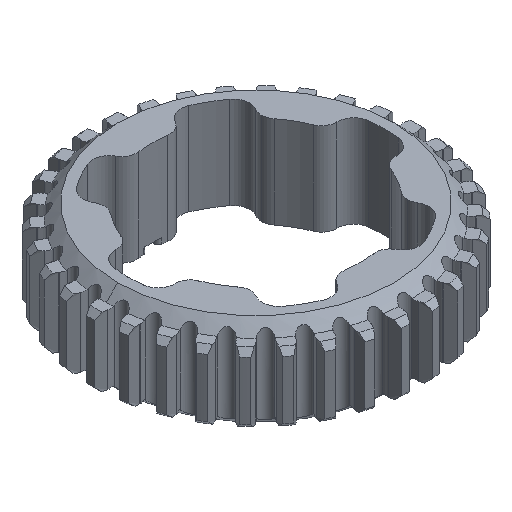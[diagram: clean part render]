
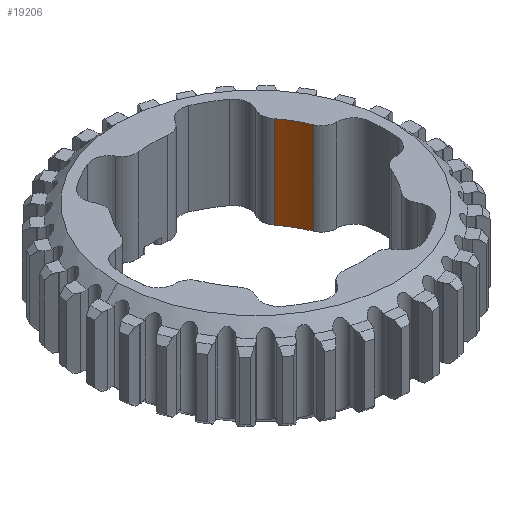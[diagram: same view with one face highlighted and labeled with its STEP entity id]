
A CAD part, isometric view. The second image highlights one B-rep face of the part: STEP entity #19206.
In plain terms, the highlighted cylindrical face has radius 14.3 mm (diameter 28.6 mm), a partial arc.
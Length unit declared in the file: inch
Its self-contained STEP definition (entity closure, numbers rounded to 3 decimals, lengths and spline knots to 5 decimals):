
#1066 = DIRECTION ( 'NONE',  ( 0., 0., -1. ) ) ;
#1270 = ORIENTED_EDGE ( 'NONE', *, *, #16958, .T. ) ;
#2456 = DIRECTION ( 'NONE',  ( -1., 0., 0. ) ) ;
#2494 = CARTESIAN_POINT ( 'NONE',  ( 0.44402, 0.34613, -0.25 ) ) ;
#2618 = CARTESIAN_POINT ( 'NONE',  ( 0., 0., -0.25 ) ) ;
#2848 = CIRCLE ( 'NONE', #4413, 0.56299 ) ;
#3911 = VECTOR ( 'NONE', #14300, 39.37008 ) ;
#4413 = AXIS2_PLACEMENT_3D ( 'NONE', #11519, #1066, #11714 ) ;
#4563 = ORIENTED_EDGE ( 'NONE', *, *, #10176, .F. ) ;
#4938 = CARTESIAN_POINT ( 'NONE',  ( 0.44402, 0.34613, 0.25 ) ) ;
#5136 = DIRECTION ( 'NONE',  ( 0., 0., -1. ) ) ;
#6026 = EDGE_LOOP ( 'NONE', ( #17283, #4563, #15579, #1270 ) ) ;
#6670 = LINE ( 'NONE', #9493, #3911 ) ;
#8568 = DIRECTION ( 'NONE',  ( 0., 0., -1. ) ) ;
#8690 = FACE_OUTER_BOUND ( 'NONE', #6026, .T. ) ;
#8748 = CARTESIAN_POINT ( 'NONE',  ( 0.52177, 0.21147, -0.25 ) ) ;
#9213 = CIRCLE ( 'NONE', #17337, 0.56299 ) ;
#9416 = VECTOR ( 'NONE', #5136, 39.37008 ) ;
#9493 = CARTESIAN_POINT ( 'NONE',  ( 0.52177, 0.21147, 0.25 ) ) ;
#9827 = VERTEX_POINT ( 'NONE', #2494 ) ;
#10176 = EDGE_CURVE ( 'NONE', #12826, #10735, #6670, .T. ) ;
#10580 = EDGE_CURVE ( 'NONE', #9827, #10735, #9213, .T. ) ;
#10735 = VERTEX_POINT ( 'NONE', #8748 ) ;
#11519 = CARTESIAN_POINT ( 'NONE',  ( 0., 0., 0.25 ) ) ;
#11714 = DIRECTION ( 'NONE',  ( -1., 0., 0. ) ) ;
#12826 = VERTEX_POINT ( 'NONE', #13140 ) ;
#13046 = VERTEX_POINT ( 'NONE', #17130 ) ;
#13140 = CARTESIAN_POINT ( 'NONE',  ( 0.52177, 0.21147, 0.25 ) ) ;
#14300 = DIRECTION ( 'NONE',  ( 0., 0., -1. ) ) ;
#15246 = EDGE_CURVE ( 'NONE', #13046, #12826, #2848, .T. ) ;
#15579 = ORIENTED_EDGE ( 'NONE', *, *, #15246, .F. ) ;
#16024 = AXIS2_PLACEMENT_3D ( 'NONE', #17305, #18757, #2456 ) ;
#16958 = EDGE_CURVE ( 'NONE', #13046, #9827, #18610, .T. ) ;
#17130 = CARTESIAN_POINT ( 'NONE',  ( 0.44402, 0.34613, 0.25 ) ) ;
#17283 = ORIENTED_EDGE ( 'NONE', *, *, #10580, .T. ) ;
#17305 = CARTESIAN_POINT ( 'NONE',  ( 0., 0., 0.25 ) ) ;
#17337 = AXIS2_PLACEMENT_3D ( 'NONE', #2618, #8568, #19015 ) ;
#17682 = CYLINDRICAL_SURFACE ( 'NONE', #16024, 0.56299 ) ;
#18610 = LINE ( 'NONE', #4938, #9416 ) ;
#18757 = DIRECTION ( 'NONE',  ( 0., 0., -1. ) ) ;
#19015 = DIRECTION ( 'NONE',  ( -1., 0., 0. ) ) ;
#19206 = ADVANCED_FACE ( 'NONE', ( #8690 ), #17682, .F. ) ;
